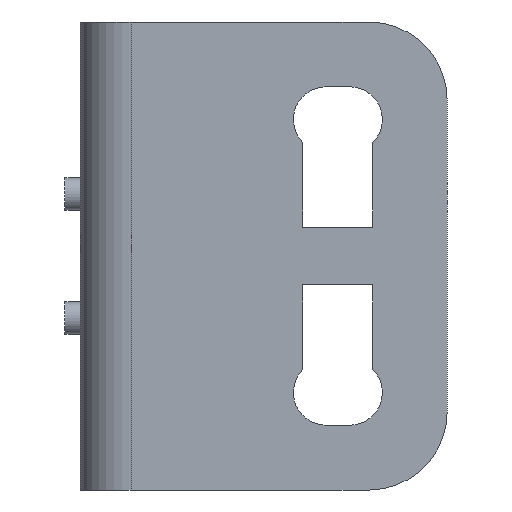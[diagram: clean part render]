
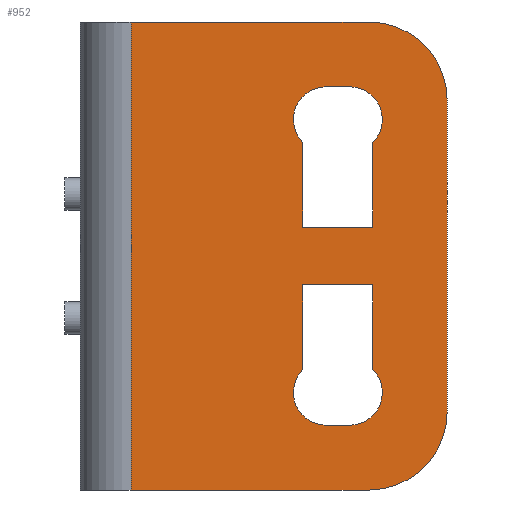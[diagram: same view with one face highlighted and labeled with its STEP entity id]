
A CAD part, front view. The second image highlights one B-rep face of the part: STEP entity #952.
In plain terms, the highlighted planar face has unit normal (0, -1, 0).
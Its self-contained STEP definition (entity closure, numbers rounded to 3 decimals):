
#23=FACE_BOUND('',#167,.T.);
#24=FACE_BOUND('',#168,.T.);
#54=PLANE('',#1061);
#105=FACE_OUTER_BOUND('',#166,.T.);
#166=EDGE_LOOP('',(#847,#848,#849,#850,#851,#852));
#167=EDGE_LOOP('',(#853,#854,#855,#856,#857,#858));
#168=EDGE_LOOP('',(#859,#860,#861,#862,#863,#864));
#232=LINE('',#1537,#325);
#235=LINE('',#1543,#328);
#238=LINE('',#1549,#331);
#240=LINE('',#1552,#333);
#241=LINE('',#1555,#334);
#244=LINE('',#1561,#337);
#247=LINE('',#1567,#340);
#251=LINE('',#1578,#344);
#255=LINE('',#1591,#348);
#263=LINE('',#1610,#356);
#264=LINE('',#1613,#357);
#265=LINE('',#1614,#358);
#325=VECTOR('',#1259,1000.);
#328=VECTOR('',#1264,1000.);
#331=VECTOR('',#1269,1000.);
#333=VECTOR('',#1273,1000.);
#334=VECTOR('',#1276,1000.);
#337=VECTOR('',#1281,1000.);
#340=VECTOR('',#1286,1000.);
#344=VECTOR('',#1298,1000.);
#348=VECTOR('',#1310,1000.);
#356=VECTOR('',#1328,1000.);
#357=VECTOR('',#1331,1000.);
#358=VECTOR('',#1332,1000.);
#361=CIRCLE('',#980,4.2);
#362=CIRCLE('',#982,4.2);
#389=CIRCLE('',#1040,4.2);
#390=CIRCLE('',#1049,4.2);
#392=CIRCLE('',#1053,10.);
#394=CIRCLE('',#1057,10.);
#402=VERTEX_POINT('',#1357);
#403=VERTEX_POINT('',#1359);
#404=VERTEX_POINT('',#1363);
#405=VERTEX_POINT('',#1364);
#460=VERTEX_POINT('',#1530);
#461=VERTEX_POINT('',#1532);
#463=VERTEX_POINT('',#1541);
#465=VERTEX_POINT('',#1547);
#466=VERTEX_POINT('',#1554);
#468=VERTEX_POINT('',#1560);
#470=VERTEX_POINT('',#1566);
#472=VERTEX_POINT('',#1572);
#474=VERTEX_POINT('',#1581);
#475=VERTEX_POINT('',#1582);
#478=VERTEX_POINT('',#1590);
#480=VERTEX_POINT('',#1596);
#484=VERTEX_POINT('',#1608);
#485=VERTEX_POINT('',#1612);
#488=EDGE_CURVE('',#402,#403,#361,.T.);
#490=EDGE_CURVE('',#404,#405,#362,.T.);
#571=EDGE_CURVE('',#461,#460,#389,.T.);
#574=EDGE_CURVE('',#460,#404,#232,.T.);
#577=EDGE_CURVE('',#405,#463,#235,.T.);
#580=EDGE_CURVE('',#463,#465,#238,.T.);
#582=EDGE_CURVE('',#465,#461,#240,.T.);
#583=EDGE_CURVE('',#466,#402,#241,.T.);
#586=EDGE_CURVE('',#468,#466,#244,.T.);
#589=EDGE_CURVE('',#470,#468,#247,.T.);
#592=EDGE_CURVE('',#472,#470,#390,.T.);
#595=EDGE_CURVE('',#403,#472,#251,.T.);
#597=EDGE_CURVE('',#474,#475,#392,.T.);
#601=EDGE_CURVE('',#475,#478,#255,.T.);
#604=EDGE_CURVE('',#478,#480,#394,.T.);
#611=EDGE_CURVE('',#480,#484,#263,.T.);
#612=EDGE_CURVE('',#484,#485,#264,.T.);
#613=EDGE_CURVE('',#485,#474,#265,.T.);
#847=ORIENTED_EDGE('',*,*,#611,.T.);
#848=ORIENTED_EDGE('',*,*,#612,.T.);
#849=ORIENTED_EDGE('',*,*,#613,.T.);
#850=ORIENTED_EDGE('',*,*,#597,.T.);
#851=ORIENTED_EDGE('',*,*,#601,.T.);
#852=ORIENTED_EDGE('',*,*,#604,.T.);
#853=ORIENTED_EDGE('',*,*,#580,.T.);
#854=ORIENTED_EDGE('',*,*,#582,.T.);
#855=ORIENTED_EDGE('',*,*,#571,.T.);
#856=ORIENTED_EDGE('',*,*,#574,.T.);
#857=ORIENTED_EDGE('',*,*,#490,.T.);
#858=ORIENTED_EDGE('',*,*,#577,.T.);
#859=ORIENTED_EDGE('',*,*,#592,.F.);
#860=ORIENTED_EDGE('',*,*,#595,.F.);
#861=ORIENTED_EDGE('',*,*,#488,.F.);
#862=ORIENTED_EDGE('',*,*,#583,.F.);
#863=ORIENTED_EDGE('',*,*,#586,.F.);
#864=ORIENTED_EDGE('',*,*,#589,.F.);
#952=ADVANCED_FACE('',(#105,#23,#24),#54,.T.);
#980=AXIS2_PLACEMENT_3D('',#1360,#1078,#1079);
#982=AXIS2_PLACEMENT_3D('',#1365,#1083,#1084);
#1040=AXIS2_PLACEMENT_3D('',#1533,#1253,#1254);
#1049=AXIS2_PLACEMENT_3D('',#1573,#1291,#1292);
#1053=AXIS2_PLACEMENT_3D('',#1583,#1302,#1303);
#1057=AXIS2_PLACEMENT_3D('',#1597,#1315,#1316);
#1061=AXIS2_PLACEMENT_3D('',#1611,#1329,#1330);
#1078=DIRECTION('center_axis',(0.,-1.,0.));
#1079=DIRECTION('ref_axis',(1.,0.,0.));
#1083=DIRECTION('center_axis',(0.,1.,0.));
#1084=DIRECTION('ref_axis',(-1.,0.,0.));
#1253=DIRECTION('center_axis',(0.,1.,0.));
#1254=DIRECTION('ref_axis',(-1.,0.,0.));
#1259=DIRECTION('',(-1.,0.,0.));
#1264=DIRECTION('',(0.,0.,1.));
#1269=DIRECTION('',(1.,0.,0.));
#1273=DIRECTION('',(0.,0.,-1.));
#1276=DIRECTION('',(0.,0.,1.));
#1281=DIRECTION('',(1.,0.,0.));
#1286=DIRECTION('',(0.,0.,-1.));
#1291=DIRECTION('center_axis',(0.,-1.,0.));
#1292=DIRECTION('ref_axis',(1.,0.,0.));
#1298=DIRECTION('',(-1.,0.,0.));
#1302=DIRECTION('center_axis',(0.,-1.,0.));
#1303=DIRECTION('ref_axis',(1.,0.,0.));
#1310=DIRECTION('',(0.,0.,1.));
#1315=DIRECTION('center_axis',(0.,-1.,0.));
#1316=DIRECTION('ref_axis',(1.,0.,0.));
#1328=DIRECTION('',(-1.,0.,0.));
#1329=DIRECTION('center_axis',(0.,-1.,0.));
#1330=DIRECTION('ref_axis',(1.,0.,0.));
#1331=DIRECTION('',(0.,0.,-1.));
#1332=DIRECTION('',(1.,0.,0.));
#1357=CARTESIAN_POINT('',(37.5,-26.5,14.561));
#1359=CARTESIAN_POINT('',(34.5,-26.5,21.7));
#1360=CARTESIAN_POINT('Origin',(34.5,-26.5,17.5));
#1363=CARTESIAN_POINT('',(31.5,-26.5,-21.7));
#1364=CARTESIAN_POINT('',(28.5,-26.5,-14.561));
#1365=CARTESIAN_POINT('Origin',(31.5,-26.5,-17.5));
#1530=CARTESIAN_POINT('',(34.5,-26.5,-21.7));
#1532=CARTESIAN_POINT('',(37.5,-26.5,-14.561));
#1533=CARTESIAN_POINT('Origin',(34.5,-26.5,-17.5));
#1537=CARTESIAN_POINT('',(34.5,-26.5,-21.7));
#1541=CARTESIAN_POINT('',(28.5,-26.5,-3.7));
#1543=CARTESIAN_POINT('',(28.5,-26.5,-14.561));
#1547=CARTESIAN_POINT('',(37.5,-26.5,-3.7));
#1549=CARTESIAN_POINT('',(28.5,-26.5,-3.7));
#1552=CARTESIAN_POINT('',(37.5,-26.5,-3.7));
#1554=CARTESIAN_POINT('',(37.5,-26.5,3.7));
#1555=CARTESIAN_POINT('',(37.5,-26.5,3.7));
#1560=CARTESIAN_POINT('',(28.5,-26.5,3.7));
#1561=CARTESIAN_POINT('',(28.5,-26.5,3.7));
#1566=CARTESIAN_POINT('',(28.5,-26.5,14.561));
#1567=CARTESIAN_POINT('',(28.5,-26.5,14.561));
#1572=CARTESIAN_POINT('',(31.5,-26.5,21.7));
#1573=CARTESIAN_POINT('Origin',(31.5,-26.5,17.5));
#1578=CARTESIAN_POINT('',(34.5,-26.5,21.7));
#1581=CARTESIAN_POINT('',(37.,-26.5,-30.));
#1582=CARTESIAN_POINT('',(47.,-26.5,-20.));
#1583=CARTESIAN_POINT('Origin',(37.,-26.5,-20.));
#1590=CARTESIAN_POINT('',(47.,-26.5,20.));
#1591=CARTESIAN_POINT('',(47.,-26.5,-20.));
#1596=CARTESIAN_POINT('',(37.,-26.5,30.));
#1597=CARTESIAN_POINT('Origin',(37.,-26.5,20.));
#1608=CARTESIAN_POINT('',(6.5,-26.5,30.));
#1610=CARTESIAN_POINT('',(37.,-26.5,30.));
#1611=CARTESIAN_POINT('Origin',(-7.64,-26.5,-20.));
#1612=CARTESIAN_POINT('',(6.5,-26.5,-30.));
#1613=CARTESIAN_POINT('',(6.5,-26.5,-20.));
#1614=CARTESIAN_POINT('',(-7.64,-26.5,-30.));
